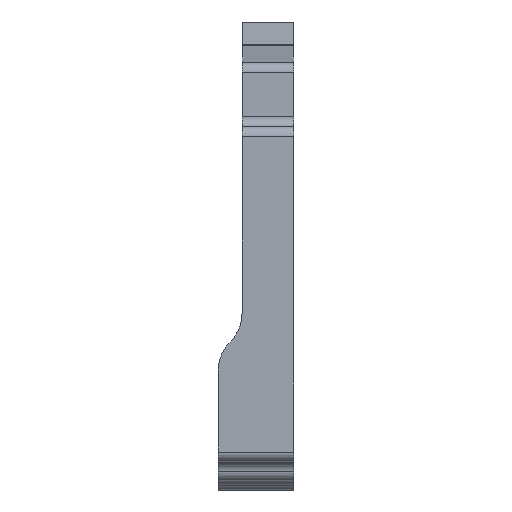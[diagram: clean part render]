
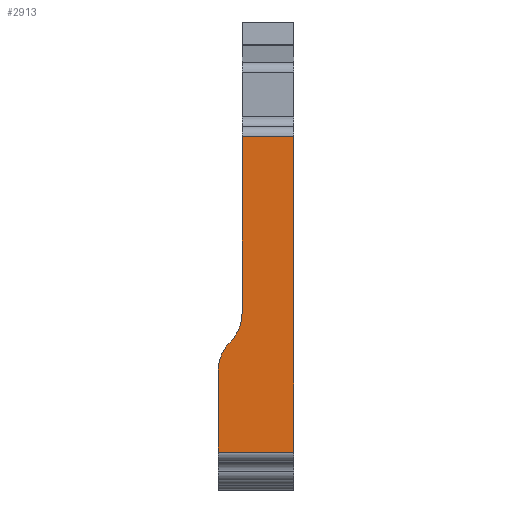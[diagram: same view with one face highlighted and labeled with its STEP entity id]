
A CAD part, left-side view. The second image highlights one B-rep face of the part: STEP entity #2913.
In plain terms, the highlighted planar face has unit normal (-1, 0, 0).
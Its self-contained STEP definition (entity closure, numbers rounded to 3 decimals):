
#50=PLANE('',#3142);
#154=FACE_OUTER_BOUND('',#315,.T.);
#315=EDGE_LOOP('',(#2114,#2115,#2116,#2117,#2118,#2119,#2120,#2121));
#533=LINE('',#4568,#817);
#534=LINE('',#4570,#818);
#535=LINE('',#4572,#819);
#536=LINE('',#4574,#820);
#537=LINE('',#4575,#821);
#817=VECTOR('',#3639,10.);
#818=VECTOR('',#3640,10.);
#819=VECTOR('',#3641,10.);
#820=VECTOR('',#3642,10.);
#821=VECTOR('',#3643,10.);
#1054=CIRCLE('',#3135,10.25);
#1057=CIRCLE('',#3138,10.25);
#1058=CIRCLE('',#3140,10.25);
#1260=VERTEX_POINT('',#4548);
#1261=VERTEX_POINT('',#4549);
#1265=VERTEX_POINT('',#4557);
#1266=VERTEX_POINT('',#4561);
#1268=VERTEX_POINT('',#4567);
#1269=VERTEX_POINT('',#4569);
#1270=VERTEX_POINT('',#4571);
#1271=VERTEX_POINT('',#4573);
#1592=EDGE_CURVE('',#1260,#1261,#1054,.T.);
#1597=EDGE_CURVE('',#1265,#1260,#1057,.T.);
#1598=EDGE_CURVE('',#1261,#1266,#1058,.T.);
#1601=EDGE_CURVE('',#1268,#1265,#533,.T.);
#1602=EDGE_CURVE('',#1269,#1268,#534,.T.);
#1603=EDGE_CURVE('',#1270,#1269,#535,.T.);
#1604=EDGE_CURVE('',#1271,#1270,#536,.T.);
#1605=EDGE_CURVE('',#1271,#1266,#537,.T.);
#2114=ORIENTED_EDGE('',*,*,#1597,.F.);
#2115=ORIENTED_EDGE('',*,*,#1601,.F.);
#2116=ORIENTED_EDGE('',*,*,#1602,.F.);
#2117=ORIENTED_EDGE('',*,*,#1603,.F.);
#2118=ORIENTED_EDGE('',*,*,#1604,.F.);
#2119=ORIENTED_EDGE('',*,*,#1605,.T.);
#2120=ORIENTED_EDGE('',*,*,#1598,.F.);
#2121=ORIENTED_EDGE('',*,*,#1592,.F.);
#2913=ADVANCED_FACE('',(#154),#50,.T.);
#3135=AXIS2_PLACEMENT_3D('',#4550,#3620,#3621);
#3138=AXIS2_PLACEMENT_3D('',#4559,#3628,#3629);
#3140=AXIS2_PLACEMENT_3D('',#4562,#3632,#3633);
#3142=AXIS2_PLACEMENT_3D('',#4566,#3637,#3638);
#3620=DIRECTION('center_axis',(-1.,0.,0.));
#3621=DIRECTION('ref_axis',(0.,-0.924,-0.383));
#3628=DIRECTION('center_axis',(1.,0.,0.));
#3629=DIRECTION('ref_axis',(0.,-1.,0.));
#3632=DIRECTION('center_axis',(-1.,0.,0.));
#3633=DIRECTION('ref_axis',(0.,-0.924,-0.383));
#3637=DIRECTION('center_axis',(-1.,0.,0.));
#3638=DIRECTION('ref_axis',(0.,0.,1.));
#3639=DIRECTION('',(0.,0.,1.));
#3640=DIRECTION('',(0.,1.,0.));
#3641=DIRECTION('',(0.,0.,-1.));
#3642=DIRECTION('',(0.,-1.,0.));
#3643=DIRECTION('',(0.,0.,-1.));
#4548=CARTESIAN_POINT('',(-76.227,13.002,-24.266));
#4549=CARTESIAN_POINT('',(-76.227,13.,-24.264));
#4550=CARTESIAN_POINT('Origin',(-76.227,20.25,-17.019));
#4557=CARTESIAN_POINT('',(-76.227,16.,-31.51));
#4559=CARTESIAN_POINT('Origin',(-76.227,5.75,-31.51));
#4561=CARTESIAN_POINT('',(-76.227,10.,-17.019));
#4562=CARTESIAN_POINT('Origin',(-76.227,20.25,-17.019));
#4566=CARTESIAN_POINT('Origin',(-76.227,0.,-54.264));
#4567=CARTESIAN_POINT('',(-76.227,16.,-51.764));
#4568=CARTESIAN_POINT('',(-76.227,16.,-54.264));
#4569=CARTESIAN_POINT('',(-76.227,-3.,-51.764));
#4570=CARTESIAN_POINT('',(-76.227,0.,-51.764));
#4571=CARTESIAN_POINT('',(-76.227,-3.,27.098));
#4572=CARTESIAN_POINT('',(-76.227,-3.,-54.264));
#4573=CARTESIAN_POINT('',(-76.227,10.,27.098));
#4574=CARTESIAN_POINT('',(-76.227,0.,27.098));
#4575=CARTESIAN_POINT('',(-76.227,10.,-20.598));
